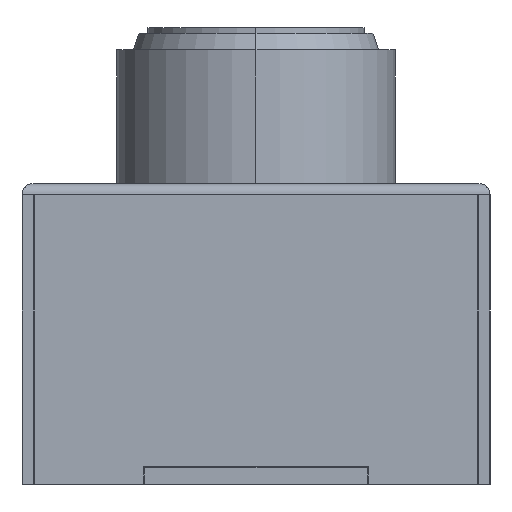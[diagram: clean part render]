
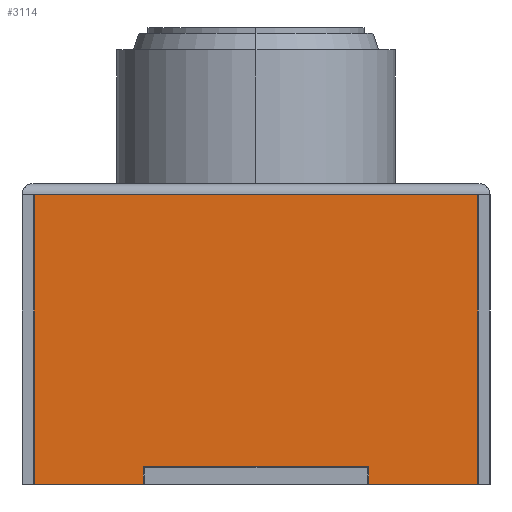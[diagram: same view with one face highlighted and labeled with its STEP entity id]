
A CAD part, left-side view. The second image highlights one B-rep face of the part: STEP entity #3114.
In plain terms, the highlighted planar face has unit normal (-1, 0, 0).
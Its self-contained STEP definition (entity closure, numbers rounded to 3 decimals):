
#2283 = DIRECTION ( 'NONE',  ( 0., 0., -1. ) ) ;
#2284 = VECTOR ( 'NONE', #2283, 1000. ) ;
#2290 = CARTESIAN_POINT ( 'NONE',  ( -78., -19.9, 0. ) ) ;
#2386 = ORIENTED_EDGE ( 'NONE', *, *, #2387, .T. ) ;
#2387 = EDGE_CURVE ( 'NONE', #3119, #2388, #2506, .T. ) ;
#2388 = VERTEX_POINT ( 'NONE', #2502 ) ;
#2389 = ORIENTED_EDGE ( 'NONE', *, *, #2390, .T. ) ;
#2390 = EDGE_CURVE ( 'NONE', #2388, #2391, #2501, .T. ) ;
#2391 = VERTEX_POINT ( 'NONE', #2561 ) ;
#2498 = DIRECTION ( 'NONE',  ( 0., 0., -1. ) ) ;
#2499 = VECTOR ( 'NONE', #2498, 1000. ) ;
#2500 = CARTESIAN_POINT ( 'NONE',  ( -78., -10.1, 1.5 ) ) ;
#2501 = LINE ( 'NONE', #2500, #2499 ) ;
#2502 = CARTESIAN_POINT ( 'NONE',  ( -78., -10.1, 1.6 ) ) ;
#2503 = DIRECTION ( 'NONE',  ( 0., -1., 0. ) ) ;
#2504 = VECTOR ( 'NONE', #2503, 1000. ) ;
#2505 = CARTESIAN_POINT ( 'NONE',  ( -78., 10., 1.6 ) ) ;
#2506 = LINE ( 'NONE', #2505, #2504 ) ;
#2561 = CARTESIAN_POINT ( 'NONE',  ( -78., -10.1, 0. ) ) ;
#2595 = FACE_OUTER_BOUND ( 'NONE', #3115, .T. ) ;
#2626 = DIRECTION ( 'NONE',  ( 0., -1., 0. ) ) ;
#2627 = CARTESIAN_POINT ( 'NONE',  ( -78., 21., 0. ) ) ;
#2628 = LINE ( 'NONE', #2627, #2688 ) ;
#2633 = CARTESIAN_POINT ( 'NONE',  ( -78., -19.9, 0. ) ) ;
#2634 = DIRECTION ( 'NONE',  ( 0., -1., 0. ) ) ;
#2635 = VECTOR ( 'NONE', #2634, 1000. ) ;
#2636 = CARTESIAN_POINT ( 'NONE',  ( -78., 21., 0. ) ) ;
#2637 = LINE ( 'NONE', #2636, #2635 ) ;
#2648 = CARTESIAN_POINT ( 'NONE',  ( -78., 10.1, 1.6 ) ) ;
#2649 = CARTESIAN_POINT ( 'NONE',  ( -78., 10.1, 0. ) ) ;
#2650 = DIRECTION ( 'NONE',  ( 0., 0., 1. ) ) ;
#2651 = VECTOR ( 'NONE', #2650, 1000. ) ;
#2652 = CARTESIAN_POINT ( 'NONE',  ( -78., 10.1, 0. ) ) ;
#2653 = LINE ( 'NONE', #2652, #2651 ) ;
#2654 = DIRECTION ( 'NONE',  ( 0., 1., 0. ) ) ;
#2655 = DIRECTION ( 'NONE',  ( 1., 0., 0. ) ) ;
#2656 = CARTESIAN_POINT ( 'NONE',  ( -78., 21., 27. ) ) ;
#2657 = AXIS2_PLACEMENT_3D ( 'NONE', #2656, #2655, #2654 ) ;
#2658 = PLANE ( 'NONE',  #2657 ) ;
#2659 = LINE ( 'NONE', #2290, #2284 ) ;
#2661 = CARTESIAN_POINT ( 'NONE',  ( -78., 19.9, 0. ) ) ;
#2662 = CARTESIAN_POINT ( 'NONE',  ( -78., 19.9, 26. ) ) ;
#2663 = DIRECTION ( 'NONE',  ( 0., 0., 1. ) ) ;
#2664 = VECTOR ( 'NONE', #2663, 1000. ) ;
#2665 = CARTESIAN_POINT ( 'NONE',  ( -78., 19.9, 0. ) ) ;
#2666 = LINE ( 'NONE', #2665, #2664 ) ;
#2675 = DIRECTION ( 'NONE',  ( 0., 1., 0. ) ) ;
#2676 = VECTOR ( 'NONE', #2675, 1000. ) ;
#2677 = CARTESIAN_POINT ( 'NONE',  ( -78., 21., 26. ) ) ;
#2678 = LINE ( 'NONE', #2677, #2676 ) ;
#2687 = CARTESIAN_POINT ( 'NONE',  ( -78., -19.9, 26. ) ) ;
#2688 = VECTOR ( 'NONE', #2626, 1000. ) ;
#3114 = ADVANCED_FACE ( 'NONE', ( #2595 ), #2658, .F. ) ;
#3115 = EDGE_LOOP ( 'NONE', ( #3117, #2386, #2389, #3184, #3139, #3137, #3151, #3146 ) ) ;
#3116 = EDGE_CURVE ( 'NONE', #3118, #3119, #2653, .T. ) ;
#3117 = ORIENTED_EDGE ( 'NONE', *, *, #3116, .T. ) ;
#3118 = VERTEX_POINT ( 'NONE', #2649 ) ;
#3119 = VERTEX_POINT ( 'NONE', #2648 ) ;
#3122 = EDGE_CURVE ( 'NONE', #2391, #3123, #2637, .T. ) ;
#3123 = VERTEX_POINT ( 'NONE', #2633 ) ;
#3126 = EDGE_CURVE ( 'NONE', #3140, #3118, #2628, .T. ) ;
#3127 = VERTEX_POINT ( 'NONE', #2687 ) ;
#3132 = EDGE_CURVE ( 'NONE', #3127, #3138, #2678, .T. ) ;
#3136 = EDGE_CURVE ( 'NONE', #3140, #3138, #2666, .T. ) ;
#3137 = ORIENTED_EDGE ( 'NONE', *, *, #3132, .T. ) ;
#3138 = VERTEX_POINT ( 'NONE', #2662 ) ;
#3139 = ORIENTED_EDGE ( 'NONE', *, *, #3145, .F. ) ;
#3140 = VERTEX_POINT ( 'NONE', #2661 ) ;
#3145 = EDGE_CURVE ( 'NONE', #3127, #3123, #2659, .T. ) ;
#3146 = ORIENTED_EDGE ( 'NONE', *, *, #3126, .T. ) ;
#3151 = ORIENTED_EDGE ( 'NONE', *, *, #3136, .F. ) ;
#3184 = ORIENTED_EDGE ( 'NONE', *, *, #3122, .T. ) ;
